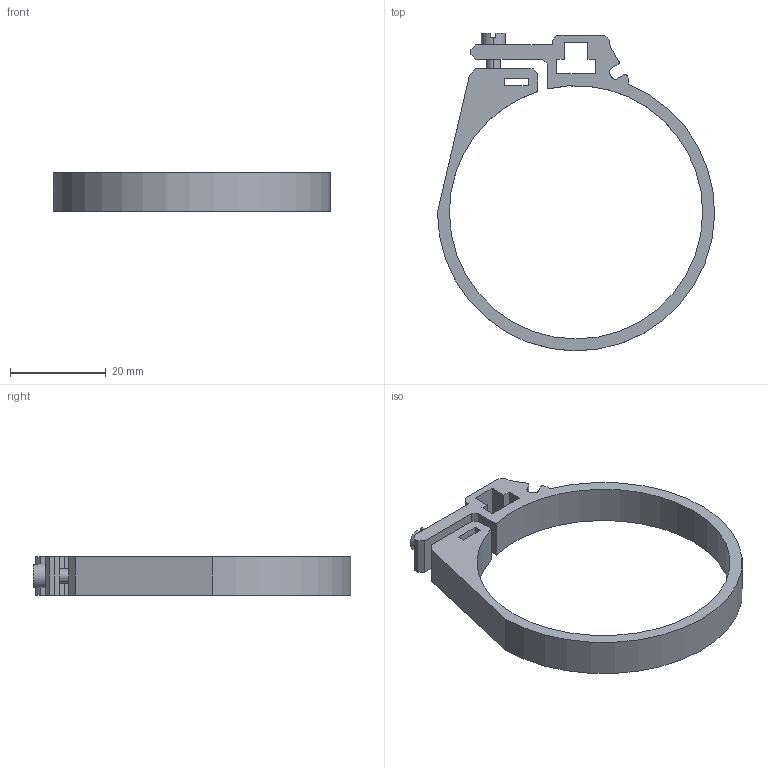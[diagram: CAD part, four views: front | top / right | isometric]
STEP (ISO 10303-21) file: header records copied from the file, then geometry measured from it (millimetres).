
FILE_DESCRIPTION (( 'STEP AP214' ), '1' );
FILE_NAME ('RD160003.STEP', '2018-09-03T13:56:09', ( '' ), ( '' ), 'SwSTEP 2.0', 'SolidWorks 2018', '' );
FILE_SCHEMA (( 'AUTOMOTIVE_DESIGN' ));
Length unit declared in the file: millimetre
Products named in the file (1): RD160003
Bounding box: 57.99 x 66.5 x 8 mm (x, y, z)
Volume: 5135.2 mm3; surface area: 4916.8 mm2
Topology: 1 solids, 1 shells, 54 faces, 153 edges, 102 vertices
Faces by surface type: plane 42, cylinder 12
Entity records: 1791 total; most frequent: CARTESIAN_POINT 310, ORIENTED_EDGE 306, DIRECTION 291, EDGE_CURVE 153, LINE 125, VECTOR 125, VERTEX_POINT 102, AXIS2_PLACEMENT_3D 83
